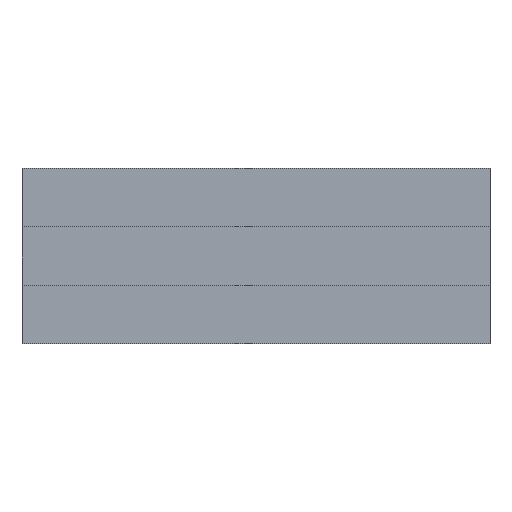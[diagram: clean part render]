
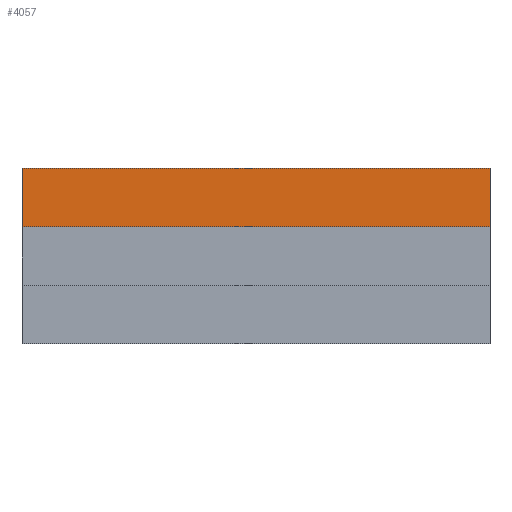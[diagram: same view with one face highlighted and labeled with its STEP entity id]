
A CAD part, top view. The second image highlights one B-rep face of the part: STEP entity #4057.
In plain terms, the highlighted free-form (B-spline) face has degree [1, 1] with [2, 2] control points.
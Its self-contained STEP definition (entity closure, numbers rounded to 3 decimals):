
#3959 = VERTEX_POINT('',#3960);
#3960 = CARTESIAN_POINT('',(1053.935,395.226,
    17.126));
#3965 = EDGE_CURVE('',#3966,#3959,#3968,.T.);
#3966 = VERTEX_POINT('',#3967);
#3967 = CARTESIAN_POINT('',(1053.935,263.484,
    17.126));
#3968 = B_SPLINE_CURVE_WITH_KNOTS('',1,(#3969,#3970),.UNSPECIFIED.,.F.,
  .F.,(2,2),(200.,300.),.PIECEWISE_BEZIER_KNOTS.);
#3969 = CARTESIAN_POINT('',(1053.935,263.484,
    17.126));
#3970 = CARTESIAN_POINT('',(1053.935,395.226,
    17.126));
#3993 = EDGE_CURVE('',#3994,#3966,#3996,.T.);
#3994 = VERTEX_POINT('',#3995);
#3995 = CARTESIAN_POINT('',(0.,263.484,17.126));
#3996 = B_SPLINE_CURVE_WITH_KNOTS('',1,(#3997,#3998),.UNSPECIFIED.,.F.,
  .F.,(2,2),(0.,800.),.PIECEWISE_BEZIER_KNOTS.);
#3997 = CARTESIAN_POINT('',(0.,263.484,17.126));
#3998 = CARTESIAN_POINT('',(1053.935,263.484,
    17.126));
#4021 = EDGE_CURVE('',#4022,#3994,#4024,.T.);
#4022 = VERTEX_POINT('',#4023);
#4023 = CARTESIAN_POINT('',(0.,395.226,17.126));
#4024 = B_SPLINE_CURVE_WITH_KNOTS('',1,(#4025,#4026),.UNSPECIFIED.,.F.,
  .F.,(2,2),(0.,100.),.PIECEWISE_BEZIER_KNOTS.);
#4025 = CARTESIAN_POINT('',(0.,395.226,17.126));
#4026 = CARTESIAN_POINT('',(0.,263.484,17.126));
#4047 = EDGE_CURVE('',#3959,#4022,#4048,.T.);
#4048 = B_SPLINE_CURVE_WITH_KNOTS('',1,(#4049,#4050),.UNSPECIFIED.,.F.,
  .F.,(2,2),(0.,800.),.PIECEWISE_BEZIER_KNOTS.);
#4049 = CARTESIAN_POINT('',(1053.935,395.226,
    17.126));
#4050 = CARTESIAN_POINT('',(0.,395.226,17.126));
#4057 = ADVANCED_FACE('',(#4058),#4064,.T.);
#4058 = FACE_BOUND('',#4059,.T.);
#4059 = EDGE_LOOP('',(#4060,#4061,#4062,#4063));
#4060 = ORIENTED_EDGE('',*,*,#4047,.T.);
#4061 = ORIENTED_EDGE('',*,*,#4021,.T.);
#4062 = ORIENTED_EDGE('',*,*,#3993,.T.);
#4063 = ORIENTED_EDGE('',*,*,#3965,.T.);
#4064 = B_SPLINE_SURFACE_WITH_KNOTS('',1,1,(
    (#4065,#4066)
    ,(#4067,#4068
    )),.UNSPECIFIED.,.F.,.F.,.F.,(2,2),(2,2),(-400.,400.),(-50.,50.),
  .PIECEWISE_BEZIER_KNOTS.);
#4065 = CARTESIAN_POINT('',(0.,263.484,17.126));
#4066 = CARTESIAN_POINT('',(0.,395.226,17.126));
#4067 = CARTESIAN_POINT('',(1053.935,263.484,
    17.126));
#4068 = CARTESIAN_POINT('',(1053.935,395.226,
    17.126));
